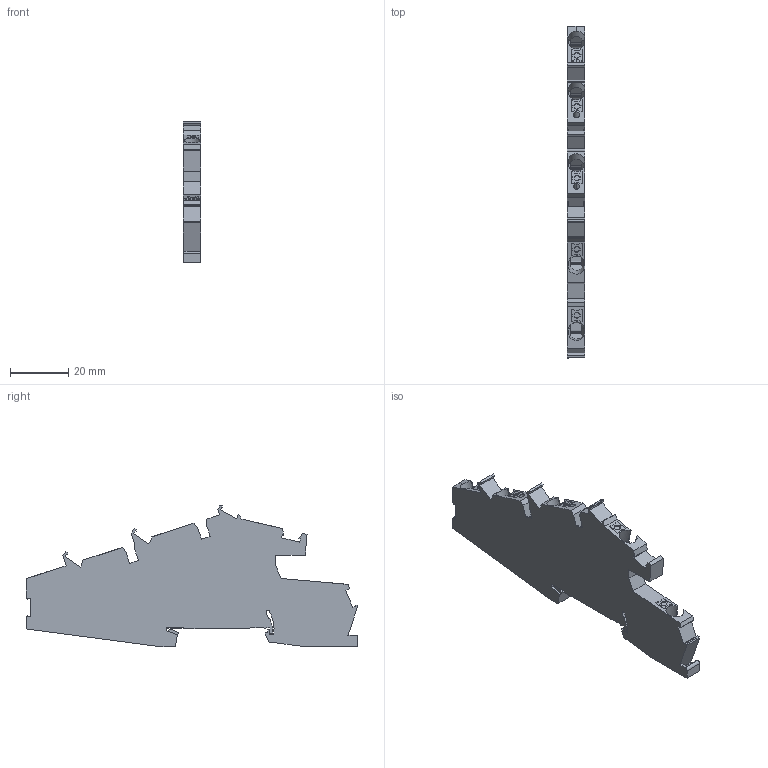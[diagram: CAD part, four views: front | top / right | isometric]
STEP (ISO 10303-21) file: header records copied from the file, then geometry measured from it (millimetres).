
FILE_DESCRIPTION(('Creo Elements/Direct Modeling STEP Export'),'2;1');
FILE_NAME('model.stp','2017-12-19T10:55:37',(''),(''),'Creo Elements/Direct Modeling STEP processor for AP214 (Solid Model)','Creo Elements/Direct Modeling 18.1I 14-Aug-2016 (C) Parametric Technology GmbH','');
FILE_SCHEMA(('AUTOMOTIVE_DESIGN { 1 0 10303 214 1 1 1 1 }'));
Length unit declared in the file: millimetre
Products named in the file (2): PTI_4_PE_L_L-select
Assembly tree (1 placements, depth 2):
  PTI_4_PE_L_L-select
    PTI_4_PE_L_L-select
Bounding box: 6.15 x 114 x 48.69 mm (x, y, z)
Volume: 18598.2 mm3; surface area: 11156.2 mm2
Topology: 1 solids, 1 shells, 366 faces, 1069 edges, 712 vertices
Faces by surface type: plane 316, cylinder 35, torus 10, cone 5
Entity records: 17900 total; most frequent: CARTESIAN_POINT 5239, ORIENTED_EDGE 2138, DIRECTION 1833, EDGE_CURVE 1069, VECTOR 895, LINE 895, VERTEX_POINT 712, AXIS2_PLACEMENT_3D 469
